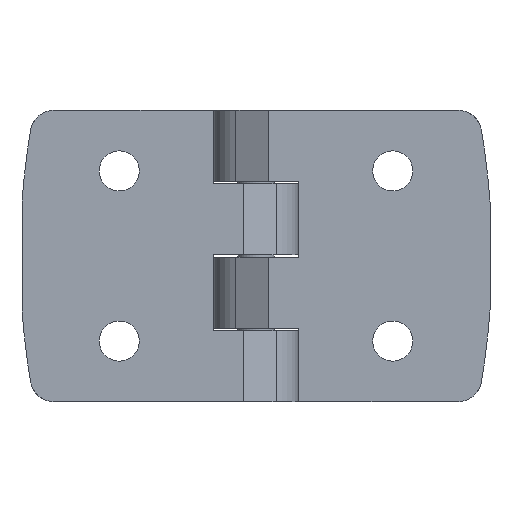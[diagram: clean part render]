
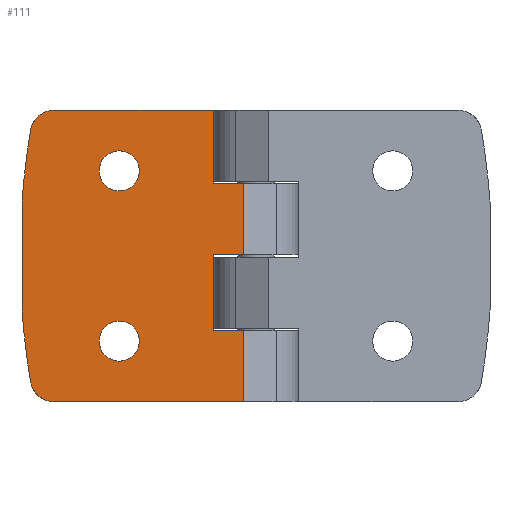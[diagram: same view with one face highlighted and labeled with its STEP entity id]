
A CAD part, front view. The second image highlights one B-rep face of the part: STEP entity #111.
In plain terms, the highlighted planar face has unit normal (0, -1, 0).
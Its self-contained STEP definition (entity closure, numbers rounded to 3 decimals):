
#111 = ADVANCED_FACE( '', ( #261, #262, #263 ), #264, .F. );
#261 = FACE_BOUND( '', #458, .T. );
#262 = FACE_BOUND( '', #459, .T. );
#263 = FACE_OUTER_BOUND( '', #460, .T. );
#264 = PLANE( '', #461 );
#458 = EDGE_LOOP( '', ( #752 ) );
#459 = EDGE_LOOP( '', ( #753 ) );
#460 = EDGE_LOOP( '', ( #754, #755, #756, #757, #758, #759, #760, #761, #762, #763, #764, #765, #766, #767 ) );
#461 = AXIS2_PLACEMENT_3D( '', #768, #769, #770 );
#752 = ORIENTED_EDGE( '', *, *, #1181, .T. );
#753 = ORIENTED_EDGE( '', *, *, #1179, .T. );
#754 = ORIENTED_EDGE( '', *, *, #1182, .F. );
#755 = ORIENTED_EDGE( '', *, *, #1175, .F. );
#756 = ORIENTED_EDGE( '', *, *, #1183, .T. );
#757 = ORIENTED_EDGE( '', *, *, #1184, .F. );
#758 = ORIENTED_EDGE( '', *, *, #1145, .F. );
#759 = ORIENTED_EDGE( '', *, *, #1185, .T. );
#760 = ORIENTED_EDGE( '', *, *, #1186, .F. );
#761 = ORIENTED_EDGE( '', *, *, #1129, .F. );
#762 = ORIENTED_EDGE( '', *, *, #1102, .F. );
#763 = ORIENTED_EDGE( '', *, *, #1187, .T. );
#764 = ORIENTED_EDGE( '', *, *, #1188, .F. );
#765 = ORIENTED_EDGE( '', *, *, #1189, .F. );
#766 = ORIENTED_EDGE( '', *, *, #1190, .F. );
#767 = ORIENTED_EDGE( '', *, *, #1191, .F. );
#768 = CARTESIAN_POINT( '', ( -38.5, -9., 24. ) );
#769 = DIRECTION( '', ( 0., 1., 0. ) );
#770 = DIRECTION( '', ( 0., 0., 1. ) );
#1102 = EDGE_CURVE( '', #1304, #1306, #1307, .T. );
#1129 = EDGE_CURVE( '', #1306, #1355, #1356, .T. );
#1145 = EDGE_CURVE( '', #1379, #1381, #1382, .T. );
#1175 = EDGE_CURVE( '', #1425, #1427, #1428, .T. );
#1179 = EDGE_CURVE( '', #1433, #1433, #1434, .T. );
#1181 = EDGE_CURVE( '', #1436, #1436, #1437, .T. );
#1182 = EDGE_CURVE( '', #1427, #1438, #1439, .T. );
#1183 = EDGE_CURVE( '', #1425, #1440, #1441, .T. );
#1184 = EDGE_CURVE( '', #1381, #1440, #1442, .T. );
#1185 = EDGE_CURVE( '', #1379, #1443, #1444, .T. );
#1186 = EDGE_CURVE( '', #1355, #1443, #1445, .T. );
#1187 = EDGE_CURVE( '', #1304, #1446, #1447, .T. );
#1188 = EDGE_CURVE( '', #1448, #1446, #1449, .T. );
#1189 = EDGE_CURVE( '', #1450, #1448, #1451, .T. );
#1190 = EDGE_CURVE( '', #1452, #1450, #1453, .T. );
#1191 = EDGE_CURVE( '', #1438, #1452, #1454, .T. );
#1304 = VERTEX_POINT( '', #1602 );
#1306 = VERTEX_POINT( '', #1605 );
#1307 = LINE( '', #1606, #1607 );
#1355 = VERTEX_POINT( '', #1873 );
#1356 = LINE( '', #1874, #1875 );
#1379 = VERTEX_POINT( '', #1903 );
#1381 = VERTEX_POINT( '', #1906 );
#1382 = CIRCLE( '', #1907, 4. );
#1425 = VERTEX_POINT( '', #2166 );
#1427 = VERTEX_POINT( '', #2169 );
#1428 = CIRCLE( '', #2170, 125.64 );
#1433 = VERTEX_POINT( '', #2176 );
#1434 = CIRCLE( '', #2177, 3.3 );
#1436 = VERTEX_POINT( '', #2179 );
#1437 = CIRCLE( '', #2180, 3.3 );
#1438 = VERTEX_POINT( '', #2181 );
#1439 = CIRCLE( '', #2182, 4. );
#1440 = VERTEX_POINT( '', #2183 );
#1441 = LINE( '', #2184, #2185 );
#1442 = CIRCLE( '', #2186, 125.64 );
#1443 = VERTEX_POINT( '', #2187 );
#1444 = LINE( '', #2188, #2189 );
#1445 = LINE( '', #2190, #2191 );
#1446 = VERTEX_POINT( '', #2192 );
#1447 = LINE( '', #2193, #2194 );
#1448 = VERTEX_POINT( '', #2195 );
#1449 = LINE( '', #2196, #2197 );
#1450 = VERTEX_POINT( '', #2198 );
#1451 = LINE( '', #2199, #2200 );
#1452 = VERTEX_POINT( '', #2201 );
#1453 = LINE( '', #2202, #2203 );
#1454 = LINE( '', #2204, #2205 );
#1602 = CARTESIAN_POINT( '', ( -7., -9., 0.2 ) );
#1605 = CARTESIAN_POINT( '', ( -7., -9., -12.3 ) );
#1606 = CARTESIAN_POINT( '', ( -7., -9., 0.2 ) );
#1607 = VECTOR( '', #2370, 1000. );
#1873 = CARTESIAN_POINT( '', ( -2., -9., -12.3 ) );
#1874 = CARTESIAN_POINT( '', ( -7., -9., -12.3 ) );
#1875 = VECTOR( '', #2402, 1000. );
#1903 = CARTESIAN_POINT( '', ( -33.158, -9., -24. ) );
#1906 = CARTESIAN_POINT( '', ( -37.104, -9., -20.658 ) );
#1907 = AXIS2_PLACEMENT_3D( '', #2427, #2428, #2429 );
#2166 = CARTESIAN_POINT( '', ( -38.5, -9., 8.871 ) );
#2169 = CARTESIAN_POINT( '', ( -37.104, -9., 20.658 ) );
#2170 = AXIS2_PLACEMENT_3D( '', #2459, #2460, #2461 );
#2176 = CARTESIAN_POINT( '', ( -22.5, -9., 17.3 ) );
#2177 = AXIS2_PLACEMENT_3D( '', #2466, #2467, #2468 );
#2179 = CARTESIAN_POINT( '', ( -22.5, -9., -10.7 ) );
#2180 = AXIS2_PLACEMENT_3D( '', #2469, #2470, #2471 );
#2181 = CARTESIAN_POINT( '', ( -33.158, -9., 24. ) );
#2182 = AXIS2_PLACEMENT_3D( '', #2472, #2473, #2474 );
#2183 = CARTESIAN_POINT( '', ( -38.5, -9., -8.871 ) );
#2184 = CARTESIAN_POINT( '', ( -38.5, -9., 24. ) );
#2185 = VECTOR( '', #2475, 1000. );
#2186 = AXIS2_PLACEMENT_3D( '', #2476, #2477, #2478 );
#2187 = CARTESIAN_POINT( '', ( -2., -9., -24. ) );
#2188 = CARTESIAN_POINT( '', ( -38.5, -9., -24. ) );
#2189 = VECTOR( '', #2479, 1000. );
#2190 = CARTESIAN_POINT( '', ( -2., -9., 24. ) );
#2191 = VECTOR( '', #2480, 1000. );
#2192 = CARTESIAN_POINT( '', ( -2., -9., 0.2 ) );
#2193 = CARTESIAN_POINT( '', ( -7., -9., 0.2 ) );
#2194 = VECTOR( '', #2481, 1000. );
#2195 = CARTESIAN_POINT( '', ( -2., -9., 11.9 ) );
#2196 = CARTESIAN_POINT( '', ( -2., -9., 24. ) );
#2197 = VECTOR( '', #2482, 1000. );
#2198 = CARTESIAN_POINT( '', ( -7., -9., 11.9 ) );
#2199 = CARTESIAN_POINT( '', ( -7., -9., 11.9 ) );
#2200 = VECTOR( '', #2483, 1000. );
#2201 = CARTESIAN_POINT( '', ( -7., -9., 24. ) );
#2202 = CARTESIAN_POINT( '', ( -7., -9., 24.4 ) );
#2203 = VECTOR( '', #2484, 1000. );
#2204 = CARTESIAN_POINT( '', ( -38.5, -9., 24. ) );
#2205 = VECTOR( '', #2485, 1000. );
#2370 = DIRECTION( '', ( 0., 0., -1. ) );
#2402 = DIRECTION( '', ( 1., 0., 0. ) );
#2427 = CARTESIAN_POINT( '', ( -33.158, -9., -20. ) );
#2428 = DIRECTION( '', ( 0., 1., 0. ) );
#2429 = DIRECTION( '', ( 1., 0., 0. ) );
#2459 = CARTESIAN_POINT( '', ( 86.827, -9., 0. ) );
#2460 = DIRECTION( '', ( 0., 1., 0. ) );
#2461 = DIRECTION( '', ( 1., 0., 0. ) );
#2466 = CARTESIAN_POINT( '', ( -22.5, -9., 14. ) );
#2467 = DIRECTION( '', ( 0., 1., 0. ) );
#2468 = DIRECTION( '', ( 0., 0., 1. ) );
#2469 = CARTESIAN_POINT( '', ( -22.5, -9., -14. ) );
#2470 = DIRECTION( '', ( 0., 1., 0. ) );
#2471 = DIRECTION( '', ( 0., 0., 1. ) );
#2472 = CARTESIAN_POINT( '', ( -33.158, -9., 20. ) );
#2473 = DIRECTION( '', ( 0., 1., 0. ) );
#2474 = DIRECTION( '', ( 1., 0., 0. ) );
#2475 = DIRECTION( '', ( 0., 0., -1. ) );
#2476 = CARTESIAN_POINT( '', ( 86.827, -9., 0. ) );
#2477 = DIRECTION( '', ( 0., 1., 0. ) );
#2478 = DIRECTION( '', ( 1., 0., 0. ) );
#2479 = DIRECTION( '', ( 1., 0., 0. ) );
#2480 = DIRECTION( '', ( 0., 0., -1. ) );
#2481 = DIRECTION( '', ( 1., 0., 0. ) );
#2482 = DIRECTION( '', ( 0., 0., -1. ) );
#2483 = DIRECTION( '', ( 1., 0., 0. ) );
#2484 = DIRECTION( '', ( 0., 0., -1. ) );
#2485 = DIRECTION( '', ( 1., 0., 0. ) );
